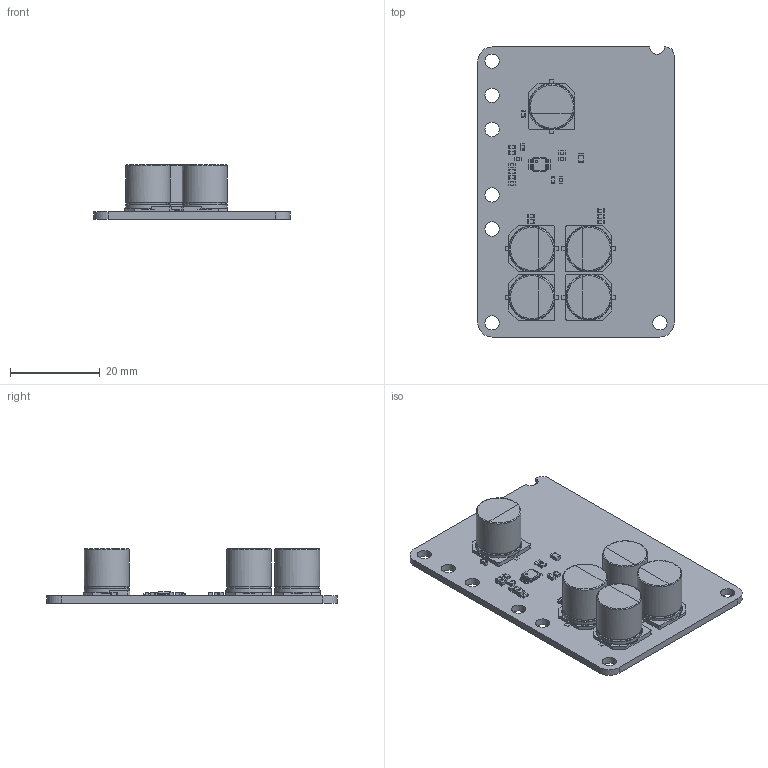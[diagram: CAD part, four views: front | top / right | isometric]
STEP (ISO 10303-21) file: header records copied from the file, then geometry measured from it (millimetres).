
FILE_DESCRIPTION(('FreeCAD Model'),'2;1');
FILE_NAME('lt3757-boost-converter.step','2017-06-20T15:50:49',('kicad StepUp'),( 'ksu MCAD'),'Open CASCADE STEP processor 6.8','FreeCAD','Unknown');
FILE_SCHEMA(('AUTOMOTIVE_DESIGN_CC2 { 1 2 10303 214 -1 1 5 4 }'));
Length unit declared in the file: millimetre
Products named in the file (27): ASSEMBLY; Pcb; MSOP_10_1EP_3x3mm_Pitch05mm_; CP_Elec_10x10.5_; CP_Elec_10x10.5_001; CP_Elec_10x10.5_002; CP_Elec_10x10.5_003; CP_Elec_10x10.5_004; C_0603_; C_0603_001; C_0603_002; C_0805_; C_0603_003; C_0603_004; C_0603_005; C_0603_006; C_0603_007; C_0603_008; C_0603_009; C_0603_010; R_0603_; R_0603_001; R_0603_002; R_0603_003; R_0603_004; R_0603_005; R_0603_006
Assembly tree (26 placements, depth 2):
  ASSEMBLY
    Pcb
    MSOP_10_1EP_3x3mm_Pitch05mm_
    CP_Elec_10x10.5_
    CP_Elec_10x10.5_001
    CP_Elec_10x10.5_002
    CP_Elec_10x10.5_003
    CP_Elec_10x10.5_004
    C_0603_
    C_0603_001
    C_0603_002
    C_0805_
    C_0603_003
    C_0603_004
    C_0603_005
    C_0603_006
    C_0603_007
    C_0603_008
    C_0603_009
    C_0603_010
    R_0603_
    R_0603_001
    R_0603_002
    R_0603_003
    R_0603_004
    R_0603_005
    R_0603_006
Bounding box: 43.81 x 64.77 x 12.1 mm (x, y, z)
Volume: 8603.6 mm3; surface area: 8999.2 mm2
Topology: 26 solids, 26 shells, 947 faces, 2473 edges, 1609 vertices
Faces by surface type: plane 575, cylinder 303, bspline 44, torus 20, revolution 5
Full cylindrical faces by diameter (mm): 0.5 x1, 3.2 x7, 10 x10
Entity records: 37448 total; most frequent: CARTESIAN_POINT 6885, ORIENTED_EDGE 4946, DIRECTION 4912, EDGE_CURVE 2473, LINE 1755, VECTOR 1755, VERTEX_POINT 1609, AXIS2_PLACEMENT_3D 1576
